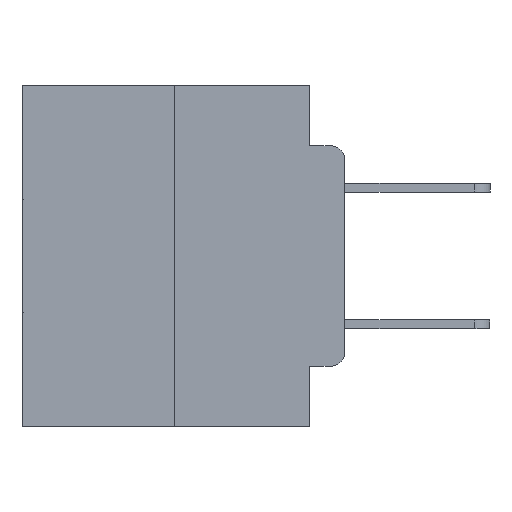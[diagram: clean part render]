
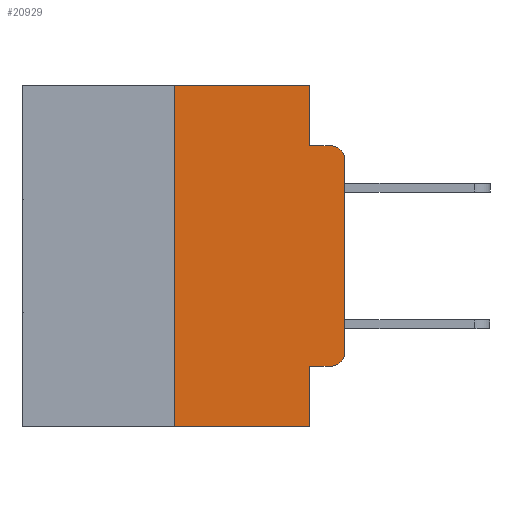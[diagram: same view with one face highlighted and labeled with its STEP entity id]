
A CAD part, left-side view. The second image highlights one B-rep face of the part: STEP entity #20929.
In plain terms, the highlighted planar face has unit normal (-1, 0, 0).
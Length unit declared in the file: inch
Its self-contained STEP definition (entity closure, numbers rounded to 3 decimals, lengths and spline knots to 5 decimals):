
#52 = DIRECTION ( 'NONE',  ( -1., 0., 0. ) ) ;
#73 = AXIS2_PLACEMENT_3D ( 'NONE', #13984, #916, #16176 ) ;
#916 = DIRECTION ( 'NONE',  ( -1., 0., 0. ) ) ;
#998 = LINE ( 'NONE', #17155, #11286 ) ;
#1759 = DIRECTION ( 'NONE',  ( 0., 0., -1. ) ) ;
#2029 = LINE ( 'NONE', #22046, #18773 ) ;
#2150 = CARTESIAN_POINT ( 'NONE',  ( 0., 0.473, 0. ) ) ;
#2169 = ORIENTED_EDGE ( 'NONE', *, *, #18251, .T. ) ;
#2351 = EDGE_CURVE ( 'NONE', #25288, #8728, #2394, .T. ) ;
#2394 = LINE ( 'NONE', #22668, #7573 ) ;
#2594 = ORIENTED_EDGE ( 'NONE', *, *, #9929, .F. ) ;
#3523 = VECTOR ( 'NONE', #16503, 39.37008 ) ;
#4016 = CARTESIAN_POINT ( 'NONE',  ( 0., 0., -0.3915 ) ) ;
#4216 = CARTESIAN_POINT ( 'NONE',  ( 0., 0.051, -0.5 ) ) ;
#4232 = EDGE_CURVE ( 'NONE', #12621, #4852, #19680, .T. ) ;
#4398 = DIRECTION ( 'NONE',  ( 1., 0., 0. ) ) ;
#4852 = VERTEX_POINT ( 'NONE', #8646 ) ;
#5694 = VERTEX_POINT ( 'NONE', #14082 ) ;
#5717 = EDGE_CURVE ( 'NONE', #6542, #10464, #12486, .T. ) ;
#5988 = VECTOR ( 'NONE', #24294, 39.37008 ) ;
#6012 = ORIENTED_EDGE ( 'NONE', *, *, #6297, .T. ) ;
#6134 = AXIS2_PLACEMENT_3D ( 'NONE', #27180, #52, #1759 ) ;
#6297 = EDGE_CURVE ( 'NONE', #5694, #12621, #19213, .T. ) ;
#6542 = VERTEX_POINT ( 'NONE', #24036 ) ;
#6722 = CIRCLE ( 'NONE', #73, 0.02 ) ;
#7513 = DIRECTION ( 'NONE',  ( 0., -1., 0. ) ) ;
#7573 = VECTOR ( 'NONE', #14765, 39.37008 ) ;
#7779 = CARTESIAN_POINT ( 'NONE',  ( 0., 0.25, 0. ) ) ;
#8159 = VECTOR ( 'NONE', #9709, 39.37008 ) ;
#8463 = VERTEX_POINT ( 'NONE', #13232 ) ;
#8646 = CARTESIAN_POINT ( 'NONE',  ( 0., 0., -0.1085 ) ) ;
#8728 = VERTEX_POINT ( 'NONE', #24952 ) ;
#9240 = EDGE_LOOP ( 'NONE', ( #16842, #2169, #13568, #19476, #10165, #17856, #17888, #2594, #18160, #6012 ) ) ;
#9599 = VECTOR ( 'NONE', #27430, 39.37008 ) ;
#9709 = DIRECTION ( 'NONE',  ( 0., 0., 1. ) ) ;
#9929 = EDGE_CURVE ( 'NONE', #18430, #10464, #2029, .T. ) ;
#9930 = CARTESIAN_POINT ( 'NONE',  ( 0., 0.473, -0.5 ) ) ;
#10165 = ORIENTED_EDGE ( 'NONE', *, *, #2351, .F. ) ;
#10464 = VERTEX_POINT ( 'NONE', #4216 ) ;
#10487 = VERTEX_POINT ( 'NONE', #19524 ) ;
#10890 = VECTOR ( 'NONE', #7513, 39.37008 ) ;
#10916 = PLANE ( 'NONE',  #22441 ) ;
#11286 = VECTOR ( 'NONE', #23707, 39.37008 ) ;
#12486 = LINE ( 'NONE', #9930, #5988 ) ;
#12621 = VERTEX_POINT ( 'NONE', #4016 ) ;
#12920 = CARTESIAN_POINT ( 'NONE',  ( 0., 0., 0. ) ) ;
#13232 = CARTESIAN_POINT ( 'NONE',  ( 0., 0.051, -0.0885 ) ) ;
#13401 = DIRECTION ( 'NONE',  ( 0., 0., -1. ) ) ;
#13568 = ORIENTED_EDGE ( 'NONE', *, *, #25410, .F. ) ;
#13984 = CARTESIAN_POINT ( 'NONE',  ( 0., 0.02, -0.1085 ) ) ;
#14082 = CARTESIAN_POINT ( 'NONE',  ( 0., 0.02, -0.4115 ) ) ;
#14483 = CARTESIAN_POINT ( 'NONE',  ( 0., 0.051, -0.0885 ) ) ;
#14765 = DIRECTION ( 'NONE',  ( 0., -1., 0. ) ) ;
#15248 = LINE ( 'NONE', #22696, #10890 ) ;
#16176 = DIRECTION ( 'NONE',  ( 0., 0., -1. ) ) ;
#16503 = DIRECTION ( 'NONE',  ( 0., 0., 1. ) ) ;
#16742 = CARTESIAN_POINT ( 'NONE',  ( 0., 0.051, -0.4115 ) ) ;
#16842 = ORIENTED_EDGE ( 'NONE', *, *, #4232, .T. ) ;
#16954 = EDGE_CURVE ( 'NONE', #18430, #5694, #15248, .T. ) ;
#17155 = CARTESIAN_POINT ( 'NONE',  ( 0., 0.051, 0. ) ) ;
#17856 = ORIENTED_EDGE ( 'NONE', *, *, #22691, .F. ) ;
#17888 = ORIENTED_EDGE ( 'NONE', *, *, #5717, .T. ) ;
#18160 = ORIENTED_EDGE ( 'NONE', *, *, #16954, .T. ) ;
#18251 = EDGE_CURVE ( 'NONE', #4852, #10487, #6722, .T. ) ;
#18430 = VERTEX_POINT ( 'NONE', #16742 ) ;
#18773 = VECTOR ( 'NONE', #13401, 39.37008 ) ;
#19213 = CIRCLE ( 'NONE', #6134, 0.02 ) ;
#19476 = ORIENTED_EDGE ( 'NONE', *, *, #25546, .F. ) ;
#19524 = CARTESIAN_POINT ( 'NONE',  ( 0., 0.02, -0.0885 ) ) ;
#19608 = DIRECTION ( 'NONE',  ( 0., 0., -1. ) ) ;
#19680 = LINE ( 'NONE', #12920, #8159 ) ;
#20211 = LINE ( 'NONE', #7779, #3523 ) ;
#20451 = LINE ( 'NONE', #14483, #9599 ) ;
#20929 = ADVANCED_FACE ( 'NONE', ( #26705 ), #10916, .F. ) ;
#22046 = CARTESIAN_POINT ( 'NONE',  ( 0., 0.051, 0. ) ) ;
#22441 = AXIS2_PLACEMENT_3D ( 'NONE', #2150, #4398, #19608 ) ;
#22668 = CARTESIAN_POINT ( 'NONE',  ( 0., 0.473, 0. ) ) ;
#22672 = CARTESIAN_POINT ( 'NONE',  ( 0., 0.25, 0. ) ) ;
#22691 = EDGE_CURVE ( 'NONE', #6542, #25288, #20211, .T. ) ;
#22696 = CARTESIAN_POINT ( 'NONE',  ( 0., 0.051, -0.4115 ) ) ;
#23707 = DIRECTION ( 'NONE',  ( 0., 0., -1. ) ) ;
#24036 = CARTESIAN_POINT ( 'NONE',  ( 0., 0.25, -0.5 ) ) ;
#24294 = DIRECTION ( 'NONE',  ( 0., -1., 0. ) ) ;
#24952 = CARTESIAN_POINT ( 'NONE',  ( 0., 0.051, 0. ) ) ;
#25288 = VERTEX_POINT ( 'NONE', #22672 ) ;
#25410 = EDGE_CURVE ( 'NONE', #8463, #10487, #20451, .T. ) ;
#25546 = EDGE_CURVE ( 'NONE', #8728, #8463, #998, .T. ) ;
#26705 = FACE_OUTER_BOUND ( 'NONE', #9240, .T. ) ;
#27180 = CARTESIAN_POINT ( 'NONE',  ( 0., 0.02, -0.3915 ) ) ;
#27430 = DIRECTION ( 'NONE',  ( 0., -1., 0. ) ) ;
